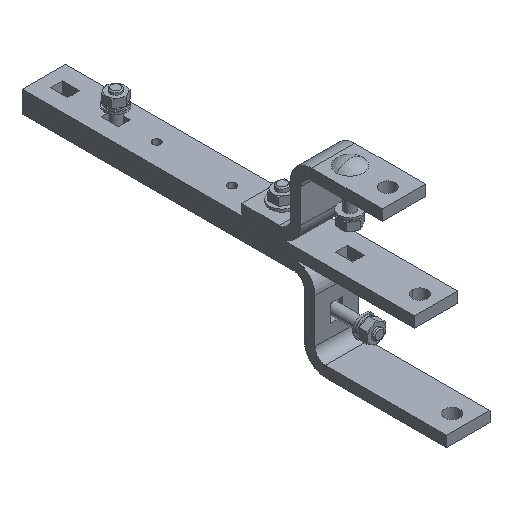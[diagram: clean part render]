
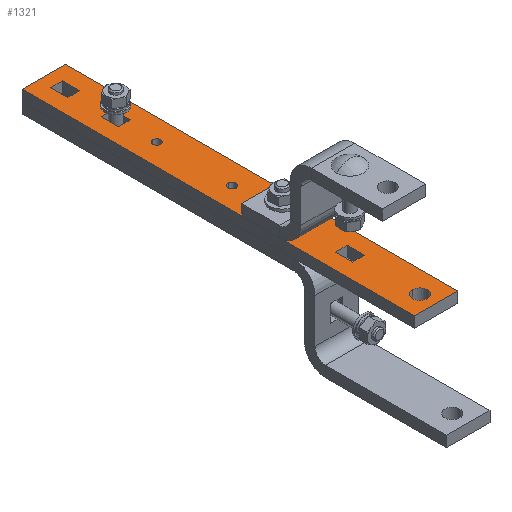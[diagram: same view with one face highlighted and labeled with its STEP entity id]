
A CAD part, isometric view. The second image highlights one B-rep face of the part: STEP entity #1321.
In plain terms, the highlighted planar face has unit normal (0, 0, 1).
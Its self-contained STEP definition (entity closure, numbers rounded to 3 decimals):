
#1321=ADVANCED_FACE('',(#2387,#2388,#2389,#2390,#2391,#2392,#2393,#2394),#2395,.F.);
#2387=FACE_OUTER_BOUND('',#3369,.T.);
#2388=FACE_BOUND('',#3370,.T.);
#2389=FACE_BOUND('',#3371,.T.);
#2390=FACE_BOUND('',#3372,.T.);
#2391=FACE_BOUND('',#3373,.T.);
#2392=FACE_BOUND('',#3374,.T.);
#2393=FACE_BOUND('',#3375,.T.);
#2394=FACE_BOUND('',#3376,.T.);
#2395=PLANE('',#3377);
#3369=EDGE_LOOP('',(#5769,#5770,#5771,#5772));
#3370=EDGE_LOOP('',(#5773,#5774));
#3371=EDGE_LOOP('',(#5775,#5776));
#3372=EDGE_LOOP('',(#5777,#5778,#5779,#5780));
#3373=EDGE_LOOP('',(#5781,#5782));
#3374=EDGE_LOOP('',(#5783,#5784,#5785,#5786));
#3375=EDGE_LOOP('',(#5787,#5788,#5789,#5790));
#3376=EDGE_LOOP('',(#5791,#5792,#5793,#5794));
#3377=AXIS2_PLACEMENT_3D('',#5795,#5796,#5797);
#5769=ORIENTED_EDGE('',*,*,#6890,.T.);
#5770=ORIENTED_EDGE('',*,*,#6891,.F.);
#5771=ORIENTED_EDGE('',*,*,#6892,.F.);
#5772=ORIENTED_EDGE('',*,*,#6893,.T.);
#5773=ORIENTED_EDGE('',*,*,#6881,.F.);
#5774=ORIENTED_EDGE('',*,*,#6879,.F.);
#5775=ORIENTED_EDGE('',*,*,#6884,.F.);
#5776=ORIENTED_EDGE('',*,*,#6874,.F.);
#5777=ORIENTED_EDGE('',*,*,#6894,.F.);
#5778=ORIENTED_EDGE('',*,*,#6895,.F.);
#5779=ORIENTED_EDGE('',*,*,#6896,.F.);
#5780=ORIENTED_EDGE('',*,*,#6897,.F.);
#5781=ORIENTED_EDGE('',*,*,#6887,.F.);
#5782=ORIENTED_EDGE('',*,*,#6869,.F.);
#5783=ORIENTED_EDGE('',*,*,#6898,.F.);
#5784=ORIENTED_EDGE('',*,*,#6899,.F.);
#5785=ORIENTED_EDGE('',*,*,#6900,.F.);
#5786=ORIENTED_EDGE('',*,*,#6901,.F.);
#5787=ORIENTED_EDGE('',*,*,#6902,.F.);
#5788=ORIENTED_EDGE('',*,*,#6903,.F.);
#5789=ORIENTED_EDGE('',*,*,#6904,.F.);
#5790=ORIENTED_EDGE('',*,*,#6905,.F.);
#5791=ORIENTED_EDGE('',*,*,#6906,.F.);
#5792=ORIENTED_EDGE('',*,*,#6907,.F.);
#5793=ORIENTED_EDGE('',*,*,#6908,.F.);
#5794=ORIENTED_EDGE('',*,*,#6909,.F.);
#5795=CARTESIAN_POINT('',(40.0,394.5,91.0));
#5796=DIRECTION('',(0.,0.,-1.0));
#5797=DIRECTION('',(0.,1.0,0.));
#6869=EDGE_CURVE('',#8221,#8217,#8223,.T.);
#6874=EDGE_CURVE('',#8230,#8226,#8232,.T.);
#6879=EDGE_CURVE('',#8239,#8235,#8241,.T.);
#6881=EDGE_CURVE('',#8235,#8239,#8243,.T.);
#6884=EDGE_CURVE('',#8226,#8230,#8246,.T.);
#6887=EDGE_CURVE('',#8217,#8221,#8249,.T.);
#6890=EDGE_CURVE('',#8252,#8253,#8254,.T.);
#6891=EDGE_CURVE('',#8255,#8253,#8256,.T.);
#6892=EDGE_CURVE('',#8257,#8255,#8258,.T.);
#6893=EDGE_CURVE('',#8257,#8252,#8259,.T.);
#6894=EDGE_CURVE('',#8260,#8261,#8262,.T.);
#6895=EDGE_CURVE('',#8263,#8260,#8264,.T.);
#6896=EDGE_CURVE('',#8265,#8263,#8266,.T.);
#6897=EDGE_CURVE('',#8261,#8265,#8267,.T.);
#6898=EDGE_CURVE('',#8268,#8269,#8270,.T.);
#6899=EDGE_CURVE('',#8271,#8268,#8272,.T.);
#6900=EDGE_CURVE('',#8273,#8271,#8274,.T.);
#6901=EDGE_CURVE('',#8269,#8273,#8275,.T.);
#6902=EDGE_CURVE('',#8276,#8277,#8278,.T.);
#6903=EDGE_CURVE('',#8279,#8276,#8280,.T.);
#6904=EDGE_CURVE('',#8281,#8279,#8282,.T.);
#6905=EDGE_CURVE('',#8277,#8281,#8283,.T.);
#6906=EDGE_CURVE('',#8284,#8285,#8286,.T.);
#6907=EDGE_CURVE('',#8287,#8284,#8288,.T.);
#6908=EDGE_CURVE('',#8289,#8287,#8290,.T.);
#6909=EDGE_CURVE('',#8285,#8289,#8291,.T.);
#8217=VERTEX_POINT('',#10489);
#8221=VERTEX_POINT('',#10494);
#8223=CIRCLE('',#10497,7.);
#8226=VERTEX_POINT('',#10500);
#8230=VERTEX_POINT('',#10505);
#8232=CIRCLE('',#10508,3.7);
#8235=VERTEX_POINT('',#10511);
#8239=VERTEX_POINT('',#10516);
#8241=CIRCLE('',#10519,3.7);
#8243=CIRCLE('',#10521,3.7);
#8246=CIRCLE('',#10524,3.7);
#8249=CIRCLE('',#10527,7.);
#8252=VERTEX_POINT('',#10530);
#8253=VERTEX_POINT('',#10531);
#8254=LINE('',#10532,#10533);
#8255=VERTEX_POINT('',#10534);
#8256=LINE('',#10535,#10536);
#8257=VERTEX_POINT('',#10537);
#8258=LINE('',#10538,#10539);
#8259=LINE('',#10540,#10541);
#8260=VERTEX_POINT('',#10542);
#8261=VERTEX_POINT('',#10543);
#8262=LINE('',#10544,#10545);
#8263=VERTEX_POINT('',#10546);
#8264=LINE('',#10547,#10548);
#8265=VERTEX_POINT('',#10549);
#8266=LINE('',#10550,#10551);
#8267=LINE('',#10552,#10553);
#8268=VERTEX_POINT('',#10554);
#8269=VERTEX_POINT('',#10555);
#8270=LINE('',#10556,#10557);
#8271=VERTEX_POINT('',#10558);
#8272=LINE('',#10559,#10560);
#8273=VERTEX_POINT('',#10561);
#8274=LINE('',#10562,#10563);
#8275=LINE('',#10564,#10565);
#8276=VERTEX_POINT('',#10566);
#8277=VERTEX_POINT('',#10567);
#8278=LINE('',#10568,#10569);
#8279=VERTEX_POINT('',#10570);
#8280=LINE('',#10571,#10572);
#8281=VERTEX_POINT('',#10573);
#8282=LINE('',#10574,#10575);
#8283=LINE('',#10576,#10577);
#8284=VERTEX_POINT('',#10578);
#8285=VERTEX_POINT('',#10579);
#8286=LINE('',#10580,#10581);
#8287=VERTEX_POINT('',#10582);
#8288=LINE('',#10583,#10584);
#8289=VERTEX_POINT('',#10585);
#8290=LINE('',#10586,#10587);
#8291=LINE('',#10588,#10589);
#10489=CARTESIAN_POINT('',(20.0,52.0,91.0));
#10494=CARTESIAN_POINT('',(20.0,38.0,91.0));
#10497=AXIS2_PLACEMENT_3D('',#11659,#11660,#11661);
#10500=CARTESIAN_POINT('',(20.0,293.2,91.0));
#10505=CARTESIAN_POINT('',(20.0,285.8,91.0));
#10508=AXIS2_PLACEMENT_3D('',#11667,#11668,#11669);
#10511=CARTESIAN_POINT('',(20.0,223.2,91.0));
#10516=CARTESIAN_POINT('',(20.0,215.8,91.0));
#10519=AXIS2_PLACEMENT_3D('',#11675,#11676,#11677);
#10521=AXIS2_PLACEMENT_3D('',#11678,#11679,#11680);
#10524=AXIS2_PLACEMENT_3D('',#11684,#11685,#11686);
#10527=AXIS2_PLACEMENT_3D('',#11690,#11691,#11692);
#10530=CARTESIAN_POINT('',(0.0,394.5,91.0));
#10531=CARTESIAN_POINT('',(0.,30.0,91.0));
#10532=CARTESIAN_POINT('',(0.0,394.5,91.0));
#10533=VECTOR('',#11696,1000.0);
#10534=CARTESIAN_POINT('',(40.0,30.0,91.0));
#10535=CARTESIAN_POINT('',(40.0,30.0,91.0));
#10536=VECTOR('',#11697,1000.0);
#10537=CARTESIAN_POINT('',(40.0,394.5,91.0));
#10538=CARTESIAN_POINT('',(40.0,394.5,91.0));
#10539=VECTOR('',#11698,1000.0);
#10540=CARTESIAN_POINT('',(40.0,394.5,91.0));
#10541=VECTOR('',#11699,1000.0);
#10542=CARTESIAN_POINT('',(14.5,118.0,91.0));
#10543=CARTESIAN_POINT('',(14.5,102.0,91.0));
#10544=CARTESIAN_POINT('',(14.5,102.0,91.0));
#10545=VECTOR('',#11700,1000.0);
#10546=CARTESIAN_POINT('',(25.5,118.0,91.0));
#10547=CARTESIAN_POINT('',(25.5,118.0,91.0));
#10548=VECTOR('',#11701,1000.0);
#10549=CARTESIAN_POINT('',(25.5,102.0,91.0));
#10550=CARTESIAN_POINT('',(25.5,102.0,91.0));
#10551=VECTOR('',#11702,1000.0);
#10552=CARTESIAN_POINT('',(25.5,102.0,91.0));
#10553=VECTOR('',#11703,1000.0);
#10554=CARTESIAN_POINT('',(14.5,181.0,91.0));
#10555=CARTESIAN_POINT('',(14.5,165.0,91.0));
#10556=CARTESIAN_POINT('',(14.5,165.0,91.0));
#10557=VECTOR('',#11704,1000.0);
#10558=CARTESIAN_POINT('',(25.5,181.0,91.0));
#10559=CARTESIAN_POINT('',(25.5,181.0,91.0));
#10560=VECTOR('',#11705,1000.0);
#10561=CARTESIAN_POINT('',(25.5,165.0,91.0));
#10562=CARTESIAN_POINT('',(25.5,165.0,91.0));
#10563=VECTOR('',#11706,1000.0);
#10564=CARTESIAN_POINT('',(25.5,165.0,91.0));
#10565=VECTOR('',#11707,1000.0);
#10566=CARTESIAN_POINT('',(14.5,382.5,91.0));
#10567=CARTESIAN_POINT('',(14.5,366.5,91.0));
#10568=CARTESIAN_POINT('',(14.5,366.5,91.0));
#10569=VECTOR('',#11708,1000.0);
#10570=CARTESIAN_POINT('',(25.5,382.5,91.0));
#10571=CARTESIAN_POINT('',(25.5,382.5,91.0));
#10572=VECTOR('',#11709,1000.0);
#10573=CARTESIAN_POINT('',(25.5,366.5,91.0));
#10574=CARTESIAN_POINT('',(25.5,366.5,91.0));
#10575=VECTOR('',#11710,1000.0);
#10576=CARTESIAN_POINT('',(25.5,366.5,91.0));
#10577=VECTOR('',#11711,1000.0);
#10578=CARTESIAN_POINT('',(14.5,335.5,91.0));
#10579=CARTESIAN_POINT('',(14.5,319.5,91.0));
#10580=CARTESIAN_POINT('',(14.5,319.5,91.0));
#10581=VECTOR('',#11712,1000.0);
#10582=CARTESIAN_POINT('',(25.5,335.5,91.0));
#10583=CARTESIAN_POINT('',(25.5,335.5,91.0));
#10584=VECTOR('',#11713,1000.0);
#10585=CARTESIAN_POINT('',(25.5,319.5,91.0));
#10586=CARTESIAN_POINT('',(25.5,319.5,91.0));
#10587=VECTOR('',#11714,1000.0);
#10588=CARTESIAN_POINT('',(25.5,319.5,91.0));
#10589=VECTOR('',#11715,1000.0);
#11659=CARTESIAN_POINT('',(20.0,45.0,91.0));
#11660=DIRECTION('',(0.,0.,1.0));
#11661=DIRECTION('',(0.,1.0,0.));
#11667=CARTESIAN_POINT('',(20.0,289.5,91.0));
#11668=DIRECTION('',(0.,0.,1.0));
#11669=DIRECTION('',(0.,1.0,0.));
#11675=CARTESIAN_POINT('',(20.0,219.5,91.0));
#11676=DIRECTION('',(0.,0.,1.0));
#11677=DIRECTION('',(0.,1.0,0.));
#11678=CARTESIAN_POINT('',(20.0,219.5,91.0));
#11679=DIRECTION('',(0.,0.,1.0));
#11680=DIRECTION('',(0.,1.0,0.));
#11684=CARTESIAN_POINT('',(20.0,289.5,91.0));
#11685=DIRECTION('',(0.,0.,1.0));
#11686=DIRECTION('',(0.,1.0,0.));
#11690=CARTESIAN_POINT('',(20.0,45.0,91.0));
#11691=DIRECTION('',(0.,0.,1.0));
#11692=DIRECTION('',(0.,1.0,0.));
#11696=DIRECTION('',(0.,-1.0,0.));
#11697=DIRECTION('',(-1.0,0.,0.));
#11698=DIRECTION('',(0.,-1.0,0.));
#11699=DIRECTION('',(-1.0,0.,0.));
#11700=DIRECTION('',(0.,-1.0,0.));
#11701=DIRECTION('',(-1.0,0.,0.));
#11702=DIRECTION('',(0.,1.0,0.));
#11703=DIRECTION('',(1.0,0.,0.));
#11704=DIRECTION('',(0.,-1.0,0.));
#11705=DIRECTION('',(-1.0,0.,0.));
#11706=DIRECTION('',(0.,1.0,0.));
#11707=DIRECTION('',(1.0,0.,0.));
#11708=DIRECTION('',(0.,-1.0,0.));
#11709=DIRECTION('',(-1.0,0.,0.));
#11710=DIRECTION('',(0.,1.0,0.));
#11711=DIRECTION('',(1.0,0.,0.));
#11712=DIRECTION('',(0.,-1.0,0.));
#11713=DIRECTION('',(-1.0,0.,0.));
#11714=DIRECTION('',(0.,1.0,0.));
#11715=DIRECTION('',(1.0,0.,0.));
